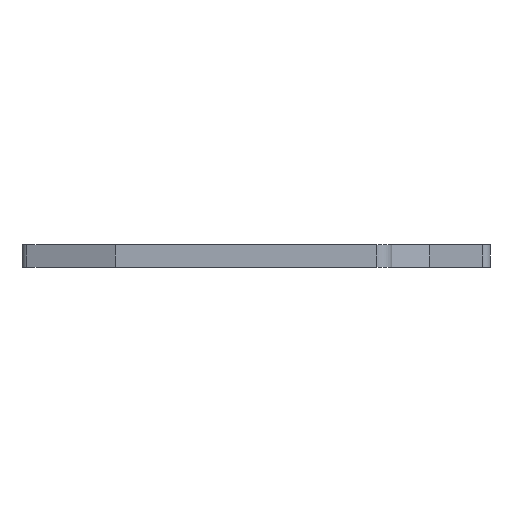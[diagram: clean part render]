
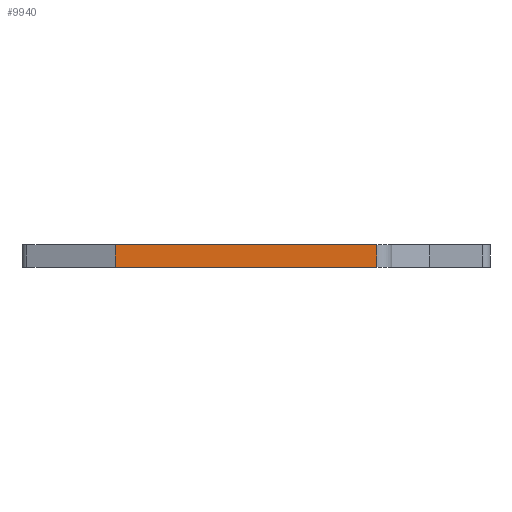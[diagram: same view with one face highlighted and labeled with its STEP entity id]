
A CAD part, left-side view. The second image highlights one B-rep face of the part: STEP entity #9940.
In plain terms, the highlighted face is planar.
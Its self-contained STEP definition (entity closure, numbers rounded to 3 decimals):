
#2550=CARTESIAN_POINT('',(41.668,33.658,0.));
#2560=VERTEX_POINT('',#2550);
#2590=CARTESIAN_POINT('',(41.668,33.658,0.));
#2600=DIRECTION('',(-1.,0.,0.));
#2610=VECTOR('',#2600,0.25);
#2620=LINE('',#2590,#2610);
#2630=CARTESIAN_POINT('',(24.349,33.658,0.));
#2640=VERTEX_POINT('',#2630);
#2650=EDGE_CURVE('',#2560,#2640,#2620,.T.);
#4370=CARTESIAN_POINT('',(24.349,33.658,-1.5));
#4380=VERTEX_POINT('',#4370);
#4410=CARTESIAN_POINT('',(41.668,33.658,-1.5));
#4420=DIRECTION('',(-1.,0.,0.));
#4430=VECTOR('',#4420,0.25);
#4440=LINE('',#4410,#4430);
#4450=CARTESIAN_POINT('',(41.668,33.658,-1.5));
#4460=VERTEX_POINT('',#4450);
#4470=EDGE_CURVE('',#4460,#4380,#4440,.T.);
#9680=CARTESIAN_POINT('',(41.668,33.658,0.));
#9690=DIRECTION('',(-0.,-0.,-1.));
#9700=VECTOR('',#9690,1.);
#9710=LINE('',#9680,#9700);
#9720=EDGE_CURVE('',#2560,#4460,#9710,.T.);
#9780=CARTESIAN_POINT('',(24.349,33.658,0.));
#9790=DIRECTION('',(0.,-1.,0.));
#9800=DIRECTION('',(-1.,-0.,0.));
#9810=AXIS2_PLACEMENT_3D('',#9780,#9790,#9800);
#9820=PLANE('',#9810);
#9830=ORIENTED_EDGE('',*,*,#9720,.F.);
#9840=ORIENTED_EDGE('',*,*,#4470,.F.);
#9850=CARTESIAN_POINT('',(24.349,33.658,0.));
#9860=DIRECTION('',(-0.,-0.,-1.));
#9870=VECTOR('',#9860,1.);
#9880=LINE('',#9850,#9870);
#9890=EDGE_CURVE('',#2640,#4380,#9880,.T.);
#9900=ORIENTED_EDGE('',*,*,#9890,.T.);
#9910=ORIENTED_EDGE('',*,*,#2650,.T.);
#9920=EDGE_LOOP('',(#9910,#9900,#9840,#9830));
#9930=FACE_OUTER_BOUND('',#9920,.T.);
#9940=ADVANCED_FACE('',(#9930),#9820,.T.);
